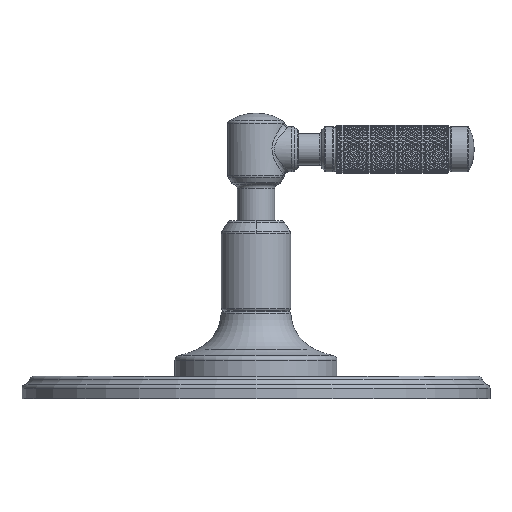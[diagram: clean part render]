
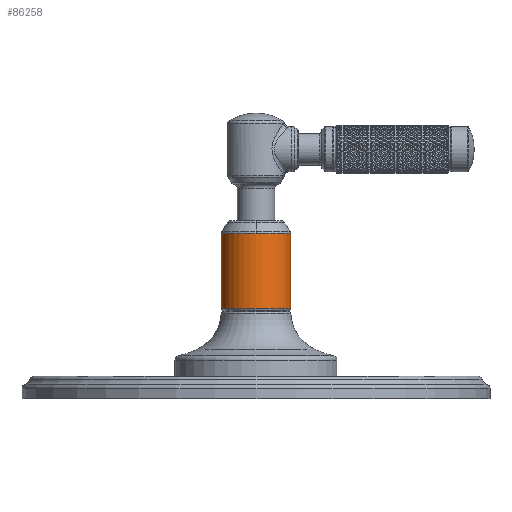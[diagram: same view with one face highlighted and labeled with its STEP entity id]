
A CAD part, left-side view. The second image highlights one B-rep face of the part: STEP entity #86258.
In plain terms, the highlighted cylindrical face has radius 12.255 mm (diameter 24.511 mm), a partial arc.
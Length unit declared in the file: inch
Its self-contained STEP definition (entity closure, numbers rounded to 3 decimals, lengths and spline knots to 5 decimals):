
#3935=DIRECTION('',(0.,0.,1.));
#3936=VECTOR('',#3935,1.04239);
#3937=CARTESIAN_POINT('',(0.,-0.4825,1.253));
#3938=LINE('',#3937,#3936);
#3939=CARTESIAN_POINT('',(0.,0.,1.253));
#3940=DIRECTION('',(0.,0.,-1.));
#3941=DIRECTION('',(0.,-1.,0.));
#3942=AXIS2_PLACEMENT_3D('',#3939,#3940,#3941);
#3944=DIRECTION('',(0.,0.,1.));
#3945=VECTOR('',#3944,1.04239);
#3946=CARTESIAN_POINT('',(0.,0.4825,1.253));
#3947=LINE('',#3946,#3945);
#3948=CARTESIAN_POINT('',(0.,0.,2.29539));
#3949=DIRECTION('',(0.,0.,-1.));
#3950=DIRECTION('',(-1.,0.,0.));
#3951=AXIS2_PLACEMENT_3D('',#3948,#3949,#3950);
#3953=CARTESIAN_POINT('',(0.,0.,2.29539));
#3954=DIRECTION('',(0.,0.,-1.));
#3955=DIRECTION('',(0.,-1.,0.));
#3956=AXIS2_PLACEMENT_3D('',#3953,#3954,#3955);
#75074=CARTESIAN_POINT('',(0.,-0.4825,1.253));
#75075=CARTESIAN_POINT('',(0.,0.4825,1.253));
#75076=VERTEX_POINT('',#75074);
#75077=VERTEX_POINT('',#75075);
#75090=CARTESIAN_POINT('',(0.,-0.4825,2.29539));
#75091=CARTESIAN_POINT('',(-0.4825,0.,2.29539));
#75092=VERTEX_POINT('',#75090);
#75093=VERTEX_POINT('',#75091);
#75096=CARTESIAN_POINT('',(0.,0.4825,2.29539));
#75097=VERTEX_POINT('',#75096);
#86244=CARTESIAN_POINT('',(0.,0.,1.223));
#86245=DIRECTION('',(0.,0.,1.));
#86246=DIRECTION('',(0.,1.,0.));
#86247=AXIS2_PLACEMENT_3D('',#86244,#86245,#86246);
#86248=CYLINDRICAL_SURFACE('',#86247,0.4825);
#86249=ORIENTED_EDGE('',*,*,#86209,.T.);
#86250=ORIENTED_EDGE('',*,*,#86239,.T.);
#86252=ORIENTED_EDGE('',*,*,#86251,.F.);
#86254=ORIENTED_EDGE('',*,*,#86253,.F.);
#86255=ORIENTED_EDGE('',*,*,#86235,.F.);
#86256=EDGE_LOOP('',(#86249,#86250,#86252,#86254,#86255));
#86257=FACE_OUTER_BOUND('',#86256,.F.);
#86258=ADVANCED_FACE('',(#86257),#86248,.T.);
#3943=CIRCLE('',#3942,0.4825);
#3952=CIRCLE('',#3951,0.4825);
#3957=CIRCLE('',#3956,0.4825);
#86209=EDGE_CURVE('',#75076,#75077,#3943,.T.);
#86235=EDGE_CURVE('',#75076,#75092,#3938,.T.);
#86239=EDGE_CURVE('',#75077,#75097,#3947,.T.);
#86251=EDGE_CURVE('',#75093,#75097,#3952,.T.);
#86253=EDGE_CURVE('',#75092,#75093,#3957,.T.);
